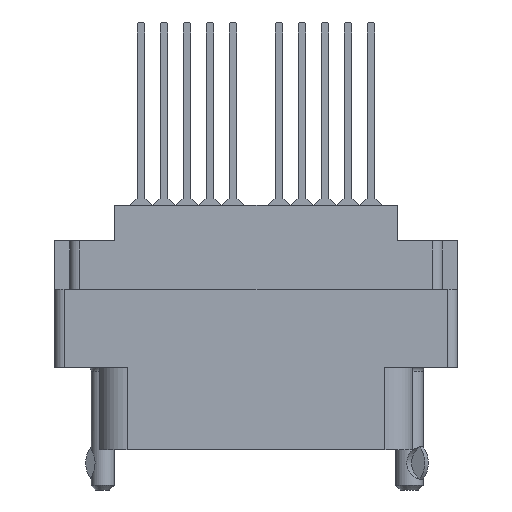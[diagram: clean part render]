
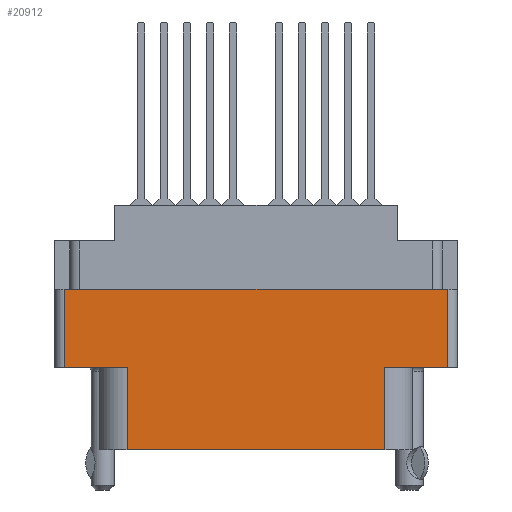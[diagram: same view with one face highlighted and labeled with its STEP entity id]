
A CAD part, front view. The second image highlights one B-rep face of the part: STEP entity #20912.
In plain terms, the highlighted planar face has unit normal (0, -1, 0).
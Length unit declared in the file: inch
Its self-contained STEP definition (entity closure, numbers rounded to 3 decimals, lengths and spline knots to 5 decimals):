
#261 = EDGE_CURVE ( 'NONE', #21978, #28041, #5704, .T. ) ;
#1004 = DIRECTION ( 'NONE',  ( 0., 0., -1. ) ) ;
#1214 = VECTOR ( 'NONE', #8574, 39.37008 ) ;
#1270 = CARTESIAN_POINT ( 'NONE',  ( -0.42052, -0.343, -0.798 ) ) ;
#2901 = LINE ( 'NONE', #5430, #6556 ) ;
#2995 = ORIENTED_EDGE ( 'NONE', *, *, #261, .T. ) ;
#4376 = DIRECTION ( 'NONE',  ( 0., 0., 1. ) ) ;
#4707 = CARTESIAN_POINT ( 'NONE',  ( -0.656, -0.343, -0.798 ) ) ;
#4788 = VECTOR ( 'NONE', #18787, 39.37008 ) ;
#5245 = VERTEX_POINT ( 'NONE', #13296 ) ;
#5430 = CARTESIAN_POINT ( 'NONE',  ( 0., -0.343, -0.529 ) ) ;
#5704 = LINE ( 'NONE', #7002, #4788 ) ;
#6474 = PLANE ( 'NONE',  #18970 ) ;
#6556 = VECTOR ( 'NONE', #37438, 39.37008 ) ;
#7002 = CARTESIAN_POINT ( 'NONE',  ( -0.624, -0.343, -0.798 ) ) ;
#7004 = FACE_OUTER_BOUND ( 'NONE', #11542, .T. ) ;
#7223 = ORIENTED_EDGE ( 'NONE', *, *, #8871, .T. ) ;
#8574 = DIRECTION ( 'NONE',  ( 1., 0., 0. ) ) ;
#8871 = EDGE_CURVE ( 'NONE', #5245, #22915, #20235, .T. ) ;
#9128 = EDGE_CURVE ( 'NONE', #5245, #16446, #37010, .T. ) ;
#9555 = VECTOR ( 'NONE', #14096, 39.37008 ) ;
#9685 = EDGE_CURVE ( 'NONE', #28041, #33018, #2901, .T. ) ;
#11110 = CARTESIAN_POINT ( 'NONE',  ( 0.42052, -0.343, -0.529 ) ) ;
#11208 = CARTESIAN_POINT ( 'NONE',  ( -0.42052, -0.343, -0.529 ) ) ;
#11542 = EDGE_LOOP ( 'NONE', ( #32994, #2995, #16345, #16169, #35926, #20814, #29364, #7223 ) ) ;
#12243 = CARTESIAN_POINT ( 'NONE',  ( -0.624, -0.343, -0.274 ) ) ;
#13296 = CARTESIAN_POINT ( 'NONE',  ( 0.624, -0.343, -0.529 ) ) ;
#13879 = VECTOR ( 'NONE', #4376, 39.37008 ) ;
#13882 = CARTESIAN_POINT ( 'NONE',  ( 0., -0.343, -0.529 ) ) ;
#14096 = DIRECTION ( 'NONE',  ( 1., 0., 0. ) ) ;
#15341 = DIRECTION ( 'NONE',  ( 0., -1., 0. ) ) ;
#16169 = ORIENTED_EDGE ( 'NONE', *, *, #25596, .T. ) ;
#16345 = ORIENTED_EDGE ( 'NONE', *, *, #9685, .T. ) ;
#16446 = VERTEX_POINT ( 'NONE', #11110 ) ;
#18263 = CARTESIAN_POINT ( 'NONE',  ( -0.624, -0.343, -0.529 ) ) ;
#18787 = DIRECTION ( 'NONE',  ( 0., 0., -1. ) ) ;
#18970 = AXIS2_PLACEMENT_3D ( 'NONE', #35799, #15341, #1004 ) ;
#19835 = DIRECTION ( 'NONE',  ( -1., 0., 0. ) ) ;
#20011 = LINE ( 'NONE', #4707, #9555 ) ;
#20235 = LINE ( 'NONE', #32951, #13879 ) ;
#20371 = VECTOR ( 'NONE', #33576, 39.37008 ) ;
#20814 = ORIENTED_EDGE ( 'NONE', *, *, #36902, .T. ) ;
#20912 = ADVANCED_FACE ( 'NONE', ( #7004 ), #6474, .T. ) ;
#21978 = VERTEX_POINT ( 'NONE', #12243 ) ;
#22915 = VERTEX_POINT ( 'NONE', #33798 ) ;
#22962 = DIRECTION ( 'NONE',  ( 0., 0., 1. ) ) ;
#23203 = CARTESIAN_POINT ( 'NONE',  ( 0.42052, -0.343, -0.529 ) ) ;
#23519 = CARTESIAN_POINT ( 'NONE',  ( 0., -0.343, -0.274 ) ) ;
#24251 = VECTOR ( 'NONE', #19835, 39.37008 ) ;
#25596 = EDGE_CURVE ( 'NONE', #33018, #31448, #31765, .T. ) ;
#25764 = VERTEX_POINT ( 'NONE', #31164 ) ;
#27555 = LINE ( 'NONE', #23519, #1214 ) ;
#28041 = VERTEX_POINT ( 'NONE', #18263 ) ;
#29143 = LINE ( 'NONE', #23203, #33212 ) ;
#29191 = EDGE_CURVE ( 'NONE', #21978, #22915, #27555, .T. ) ;
#29364 = ORIENTED_EDGE ( 'NONE', *, *, #9128, .F. ) ;
#30656 = CARTESIAN_POINT ( 'NONE',  ( -0.42052, -0.343, -0.798 ) ) ;
#31164 = CARTESIAN_POINT ( 'NONE',  ( 0.42052, -0.343, -0.798 ) ) ;
#31448 = VERTEX_POINT ( 'NONE', #1270 ) ;
#31765 = LINE ( 'NONE', #30656, #20371 ) ;
#32951 = CARTESIAN_POINT ( 'NONE',  ( 0.624, -0.343, -0.798 ) ) ;
#32994 = ORIENTED_EDGE ( 'NONE', *, *, #29191, .F. ) ;
#33018 = VERTEX_POINT ( 'NONE', #11208 ) ;
#33212 = VECTOR ( 'NONE', #22962, 39.37008 ) ;
#33576 = DIRECTION ( 'NONE',  ( 0., 0., -1. ) ) ;
#33798 = CARTESIAN_POINT ( 'NONE',  ( 0.624, -0.343, -0.274 ) ) ;
#35799 = CARTESIAN_POINT ( 'NONE',  ( -0.656, -0.343, -0.798 ) ) ;
#35926 = ORIENTED_EDGE ( 'NONE', *, *, #36028, .T. ) ;
#36028 = EDGE_CURVE ( 'NONE', #31448, #25764, #20011, .T. ) ;
#36902 = EDGE_CURVE ( 'NONE', #25764, #16446, #29143, .T. ) ;
#37010 = LINE ( 'NONE', #13882, #24251 ) ;
#37438 = DIRECTION ( 'NONE',  ( 1., 0., 0. ) ) ;
